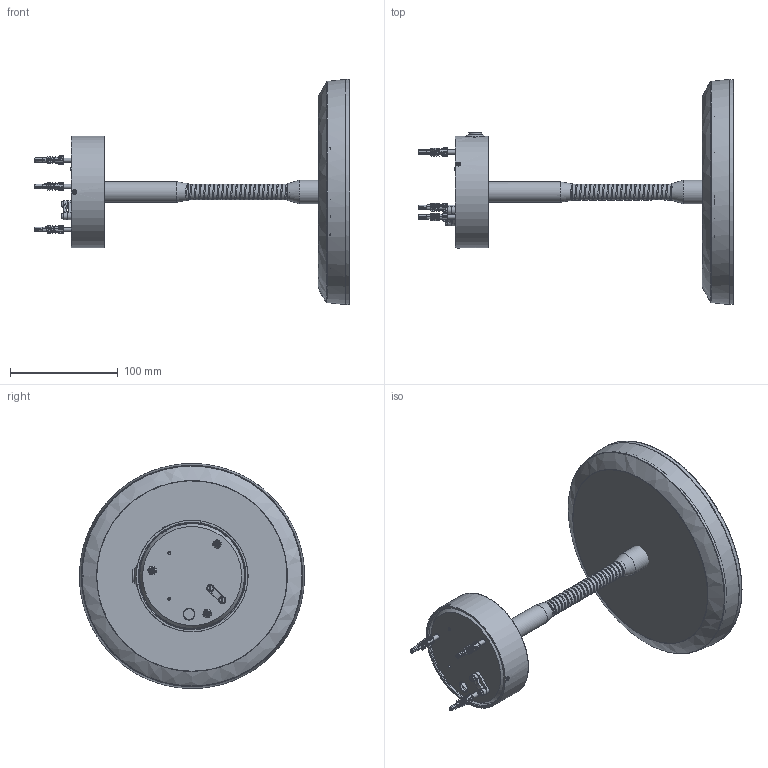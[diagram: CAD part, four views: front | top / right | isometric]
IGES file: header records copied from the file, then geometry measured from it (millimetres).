
Global section: file name: N520-1-LED-shaving mirror; native system: Autodesk Inventor 2018; preprocessor: unknown; author: adaniels; date: 20190708.074235; units: millimetre
Bounding box: 292.71 x 208.91 x 208.88 mm (x, y, z)
Volume: 571468.8 mm3; surface area: 392347.4 mm2
Topology: 49 solids, 53 shells, 3309 faces, 8995 edges, 5965 vertices
Faces by surface type: bspline 3309
